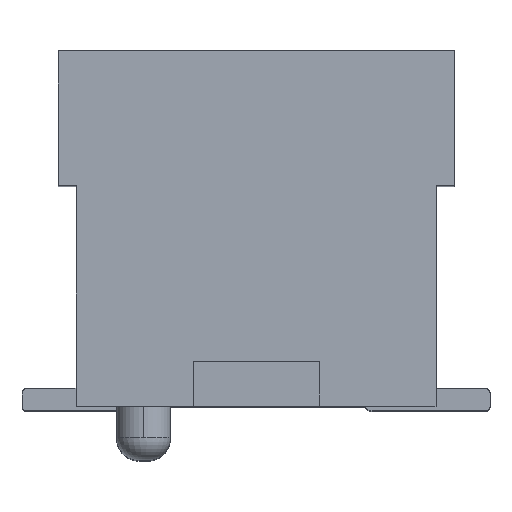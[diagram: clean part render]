
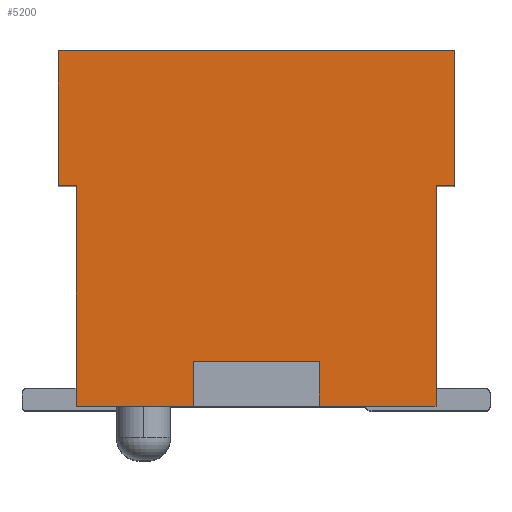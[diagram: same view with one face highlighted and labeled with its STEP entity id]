
A CAD part, top view. The second image highlights one B-rep face of the part: STEP entity #5200.
In plain terms, the highlighted planar face has unit normal (0, 0, 1).
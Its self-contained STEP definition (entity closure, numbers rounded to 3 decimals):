
#4210=CARTESIAN_POINT('',(0.,0.5,11.72));
#4220=DIRECTION('',(0.,0.,1.));
#4230=DIRECTION('',(-1.,0.,0.));
#4240=AXIS2_PLACEMENT_3D('',#4210,#4220,#4230);
#4250=PLANE('',#4240);
#4260=CARTESIAN_POINT('',(0.,-93.505,11.72));
#4270=DIRECTION('',(-1.,0.,0.));
#4280=VECTOR('',#4270,1.);
#4290=LINE('',#4260,#4280);
#4300=CARTESIAN_POINT('',(106.906,-93.505,11.72));
#4310=VERTEX_POINT('',#4300);
#4320=CARTESIAN_POINT('',(105.606,-93.505,11.72));
#4330=VERTEX_POINT('',#4320);
#4340=EDGE_CURVE('',#4310,#4330,#4290,.T.);
#4350=ORIENTED_EDGE('',*,*,#4340,.T.);
#4360=CARTESIAN_POINT('',(106.906,0.,11.72));
#4370=DIRECTION('',(0.,-1.,0.));
#4380=VECTOR('',#4370,1.);
#4390=LINE('',#4360,#4380);
#4400=CARTESIAN_POINT('',(106.906,-94.005,11.72));
#4410=VERTEX_POINT('',#4400);
#4420=EDGE_CURVE('',#4310,#4410,#4390,.T.);
#4430=ORIENTED_EDGE('',*,*,#4420,.F.);
#4440=CARTESIAN_POINT('',(0.,-94.005,11.72))
;
#4450=DIRECTION('',(1.,0.,0.));
#4460=VECTOR('',#4450,1.);
#4470=LINE('',#4440,#4460);
#4480=CARTESIAN_POINT('',(108.306,-94.005,11.72));
#4490=VERTEX_POINT('',#4480);
#4500=EDGE_CURVE('',#4410,#4490,#4470,.T.);
#4510=ORIENTED_EDGE('',*,*,#4500,.F.);
#4520=CARTESIAN_POINT('',(108.306,0.,11.72));
#4530=DIRECTION('',(0.,1.,0.));
#4540=VECTOR('',#4530,1.);
#4550=LINE('',#4520,#4540);
#4560=CARTESIAN_POINT('',(108.306,-93.505,11.72));
#4570=VERTEX_POINT('',#4560);
#4580=EDGE_CURVE('',#4490,#4570,#4550,.T.);
#4590=ORIENTED_EDGE('',*,*,#4580,.F.);
#4600=CARTESIAN_POINT('',(109.606,-93.505,11.72));
#4610=VERTEX_POINT('',#4600);
#4620=EDGE_CURVE('',#4610,#4570,#4290,.T.);
#4630=ORIENTED_EDGE('',*,*,#4620,.T.);
#4640=CARTESIAN_POINT('',(109.606,0.,11.72));
#4650=DIRECTION('',(0.,1.,0.));
#4660=VECTOR('',#4650,1.);
#4670=LINE('',#4640,#4660);
#4680=CARTESIAN_POINT('',(109.606,-95.955,11.72));
#4690=VERTEX_POINT('',#4680);
#4700=EDGE_CURVE('',#4690,#4610,#4670,.T.);
#4710=ORIENTED_EDGE('',*,*,#4700,.T.);
#4720=CARTESIAN_POINT('',(109.806,-95.955,11.72));
#4730=DIRECTION('',(-1.,0.,0.));
#4740=VECTOR('',#4730,1.);
#4750=LINE('',#4720,#4740);
#4760=CARTESIAN_POINT('',(109.806,-95.955,11.72));
#4770=VERTEX_POINT('',#4760);
#4780=EDGE_CURVE('',#4770,#4690,#4750,.T.);
#4790=ORIENTED_EDGE('',*,*,#4780,.T.);
#4800=CARTESIAN_POINT('',(109.806,-97.405,11.72));
#4810=DIRECTION('',(0.,1.,0.));
#4820=VECTOR('',#4810,1.);
#4830=LINE('',#4800,#4820);
#4840=CARTESIAN_POINT('',(109.806,-97.455,11.72));
#4850=VERTEX_POINT('',#4840);
#4860=EDGE_CURVE('',#4850,#4770,#4830,.T.);
#4870=ORIENTED_EDGE('',*,*,#4860,.T.);
#4880=CARTESIAN_POINT('',(0.,-97.455,11.72));
#4890=DIRECTION('',(-1.,0.,0.));
#4900=VECTOR('',#4890,1.);
#4910=LINE('',#4880,#4900);
#4920=CARTESIAN_POINT('',(105.406,-97.455,11.72));
#4930=VERTEX_POINT('',#4920);
#4940=EDGE_CURVE('',#4850,#4930,#4910,.T.);
#4950=ORIENTED_EDGE('',*,*,#4940,.F.);
#4960=CARTESIAN_POINT('',(105.406,-97.405,11.72));
#4970=DIRECTION('',(0.,1.,0.));
#4980=VECTOR('',#4970,1.);
#4990=LINE('',#4960,#4980);
#5000=CARTESIAN_POINT('',(105.406,-95.955,11.72));
#5010=VERTEX_POINT('',#5000);
#5020=EDGE_CURVE('',#4930,#5010,#4990,.T.);
#5030=ORIENTED_EDGE('',*,*,#5020,.F.);
#5040=CARTESIAN_POINT('',(105.606,-95.955,11.72));
#5050=DIRECTION('',(-1.,0.,0.));
#5060=VECTOR('',#5050,1.);
#5070=LINE('',#5040,#5060);
#5080=CARTESIAN_POINT('',(105.606,-95.955,11.72));
#5090=VERTEX_POINT('',#5080);
#5100=EDGE_CURVE('',#5090,#5010,#5070,.T.);
#5110=ORIENTED_EDGE('',*,*,#5100,.T.);
#5120=CARTESIAN_POINT('',(105.606,0.,11.72));
#5130=DIRECTION('',(0.,1.,0.));
#5140=VECTOR('',#5130,1.);
#5150=LINE('',#5120,#5140);
#5160=EDGE_CURVE('',#5090,#4330,#5150,.T.);
#5170=ORIENTED_EDGE('',*,*,#5160,.F.);
#5180=EDGE_LOOP('',(#5170,#5110,#5030,#4950,#4870,#4790,#4710,#4630,
#4590,#4510,#4430,#4350));
#5190=FACE_OUTER_BOUND('',#5180,.T.);
#5200=ADVANCED_FACE('',(#5190),#4250,.T.);
